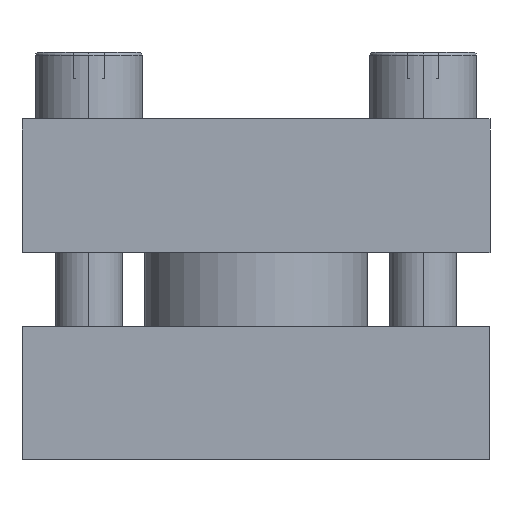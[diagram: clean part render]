
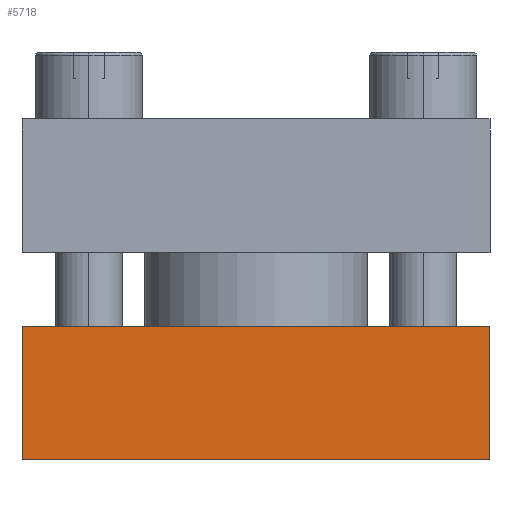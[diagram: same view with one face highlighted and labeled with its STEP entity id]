
A CAD part, front view. The second image highlights one B-rep face of the part: STEP entity #5718.
In plain terms, the highlighted face is planar.
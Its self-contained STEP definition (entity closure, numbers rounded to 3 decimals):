
#490 = CARTESIAN_POINT ( 'NONE',  ( 465., 0., 35. ) ) ;
#605 = DIRECTION ( 'NONE',  ( 0., -1., 0. ) ) ;
#797 = CARTESIAN_POINT ( 'NONE',  ( 465., 20., 35. ) ) ;
#1235 = DIRECTION ( 'NONE',  ( 0., 0., -1. ) ) ;
#1556 = EDGE_CURVE ( 'NONE', #8287, #8535, #6858, .T. ) ;
#2528 = CARTESIAN_POINT ( 'NONE',  ( 465., 0., -35. ) ) ;
#3311 = ORIENTED_EDGE ( 'NONE', *, *, #7679, .T. ) ;
#3465 = CARTESIAN_POINT ( 'NONE',  ( 465., 20., 35. ) ) ;
#3521 = PLANE ( 'NONE',  #12254 ) ;
#3998 = CARTESIAN_POINT ( 'NONE',  ( 465., 20., -35. ) ) ;
#4228 = VECTOR ( 'NONE', #1235, 1000. ) ;
#4456 = EDGE_LOOP ( 'NONE', ( #3311, #10172, #11132, #9587 ) ) ;
#4548 = DIRECTION ( 'NONE',  ( 0., 0., 1. ) ) ;
#5045 = VECTOR ( 'NONE', #605, 1000. ) ;
#5513 = VECTOR ( 'NONE', #7837, 1000. ) ;
#5583 = FACE_OUTER_BOUND ( 'NONE', #4456, .T. ) ;
#5718 = ADVANCED_FACE ( 'NONE', ( #5583 ), #3521, .F. ) ;
#6858 = LINE ( 'NONE', #3998, #5513 ) ;
#7204 = CARTESIAN_POINT ( 'NONE',  ( 465., 20., 35. ) ) ;
#7220 = DIRECTION ( 'NONE',  ( 0., 0., -1. ) ) ;
#7627 = CARTESIAN_POINT ( 'NONE',  ( 465., 20., 35. ) ) ;
#7679 = EDGE_CURVE ( 'NONE', #8972, #8535, #8181, .T. ) ;
#7837 = DIRECTION ( 'NONE',  ( 0., -1., 0. ) ) ;
#7879 = VERTEX_POINT ( 'NONE', #7627 ) ;
#8181 = LINE ( 'NONE', #10152, #8825 ) ;
#8287 = VERTEX_POINT ( 'NONE', #8631 ) ;
#8535 = VERTEX_POINT ( 'NONE', #2528 ) ;
#8631 = CARTESIAN_POINT ( 'NONE',  ( 465., 20., -35. ) ) ;
#8825 = VECTOR ( 'NONE', #7220, 1000. ) ;
#8972 = VERTEX_POINT ( 'NONE', #490 ) ;
#9452 = DIRECTION ( 'NONE',  ( -1., 0., 0. ) ) ;
#9587 = ORIENTED_EDGE ( 'NONE', *, *, #11887, .T. ) ;
#10133 = LINE ( 'NONE', #7204, #4228 ) ;
#10152 = CARTESIAN_POINT ( 'NONE',  ( 465., 0., 35. ) ) ;
#10172 = ORIENTED_EDGE ( 'NONE', *, *, #1556, .F. ) ;
#10682 = LINE ( 'NONE', #797, #5045 ) ;
#11132 = ORIENTED_EDGE ( 'NONE', *, *, #11739, .F. ) ;
#11739 = EDGE_CURVE ( 'NONE', #7879, #8287, #10133, .T. ) ;
#11887 = EDGE_CURVE ( 'NONE', #7879, #8972, #10682, .T. ) ;
#12254 = AXIS2_PLACEMENT_3D ( 'NONE', #3465, #9452, #4548 ) ;
